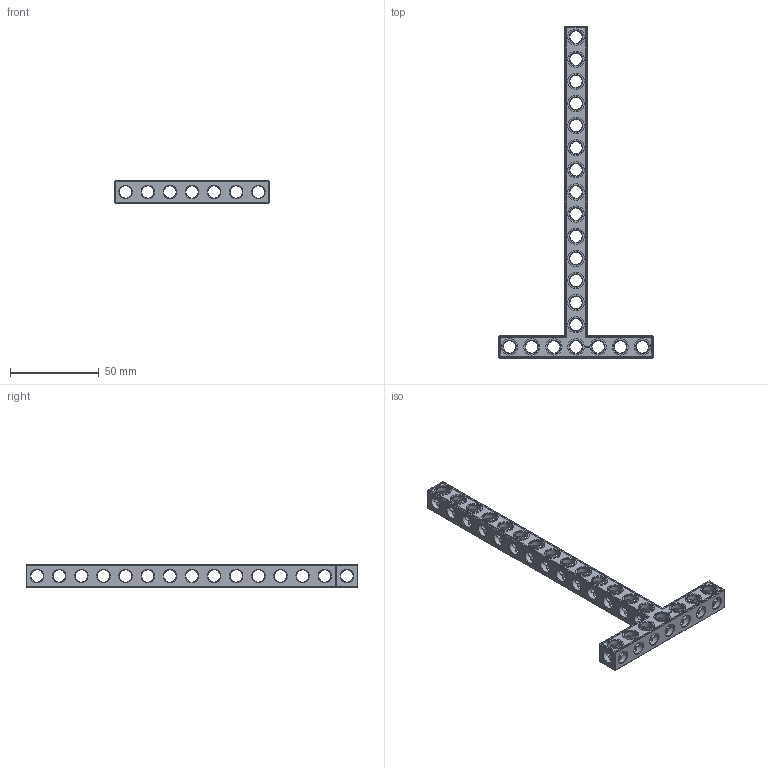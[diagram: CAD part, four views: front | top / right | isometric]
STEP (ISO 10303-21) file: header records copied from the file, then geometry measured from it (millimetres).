
FILE_DESCRIPTION(('FreeCAD Model'),'2;1');
FILE_NAME('Open CASCADE Shape Model','2021-08-09T15:20:35',( 'Paulo Kiefe'),('STEMFIE.org'),'Open CASCADE STEP processor 7.4', 'FreeCAD','Unknown');
FILE_SCHEMA(('AUTOMOTIVE_DESIGN { 1 0 10303 214 1 1 1 1 }'));
Products named in the file (1): Beam_TSH_SYM_ESS_BU07x15x01_-_SPN-BEM-1051_(stemfie.org)
Bounding box: 87.5 x 187.5 x 12.5 mm (x, y, z)
Volume: 20496.4 mm3; surface area: 18436.1 mm2
Topology: 1 solids, 1 shells, 754 faces, 2300 edges, 1519 vertices
Faces by surface type: plane 405, cylinder 131, extrusion 130, cone 88
Full cylindrical faces by diameter (mm): 7 x106, 9.2 x21
Entity records: 68720 total; most frequent: CARTESIAN_POINT 19952, DIRECTION 7296, VECTOR 4605, ORIENTED_EDGE 4600, PCURVE 4600, DEFINITIONAL_REPRESENTATION 4600, LINE 4475, EDGE_CURVE 2300
